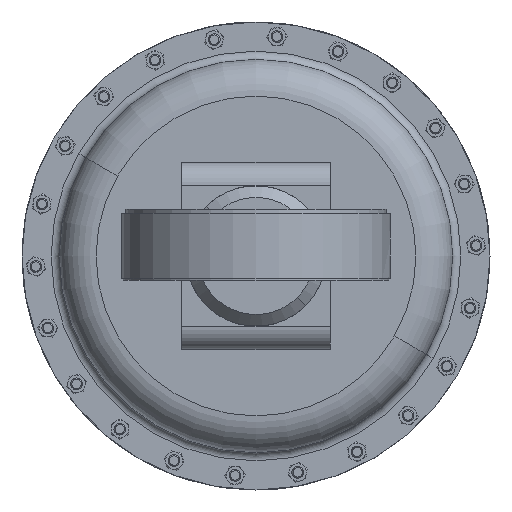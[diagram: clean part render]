
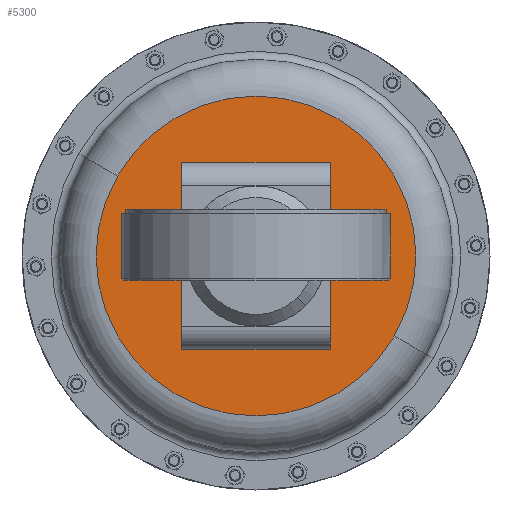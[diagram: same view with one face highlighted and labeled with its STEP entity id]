
A CAD part, front view. The second image highlights one B-rep face of the part: STEP entity #5300.
In plain terms, the highlighted planar face has unit normal (0, -1, 0).
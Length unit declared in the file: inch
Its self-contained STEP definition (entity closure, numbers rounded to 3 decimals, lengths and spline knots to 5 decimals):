
#182 = ORIENTED_EDGE ( 'NONE', *, *, #9783, .F. ) ;
#202 = CARTESIAN_POINT ( 'NONE',  ( 5.79713, 19.56681, 11.23841 ) ) ;
#1437 = EDGE_LOOP ( 'NONE', ( #25990, #5529 ) ) ;
#2306 = EDGE_CURVE ( 'NONE', #33077, #16600, #14237, .T. ) ;
#2403 = AXIS2_PLACEMENT_3D ( 'NONE', #15209, #7197, #26300 ) ;
#2947 = DIRECTION ( 'NONE',  ( 0.866, 0., -0.5 ) ) ;
#4646 = FACE_BOUND ( 'NONE', #1437, .T. ) ;
#5300 = ADVANCED_FACE ( 'NONE', ( #26429, #4646 ), #28927, .T. ) ;
#5529 = ORIENTED_EDGE ( 'NONE', *, *, #2306, .T. ) ;
#5960 = DIRECTION ( 'NONE',  ( 0., 1., 0. ) ) ;
#6491 = EDGE_LOOP ( 'NONE', ( #182, #20544 ) ) ;
#6725 = CARTESIAN_POINT ( 'NONE',  ( 5.79713, 19.56681, 13.61341 ) ) ;
#7197 = DIRECTION ( 'NONE',  ( 0., -1., 0. ) ) ;
#7918 = CARTESIAN_POINT ( 'NONE',  ( 10.23551, 19.56681, 8.67591 ) ) ;
#8425 = DIRECTION ( 'NONE',  ( 0., 1., 0. ) ) ;
#9403 = DIRECTION ( 'NONE',  ( 0., 1., 0. ) ) ;
#9783 = EDGE_CURVE ( 'NONE', #12009, #13123, #34502, .T. ) ;
#10201 = EDGE_CURVE ( 'NONE', #16600, #33077, #13141, .T. ) ;
#11215 = AXIS2_PLACEMENT_3D ( 'NONE', #22308, #5960, #25048 ) ;
#12009 = VERTEX_POINT ( 'NONE', #7918 ) ;
#13123 = VERTEX_POINT ( 'NONE', #19727 ) ;
#13141 = CIRCLE ( 'NONE', #23307, 2.375 ) ;
#14237 = CIRCLE ( 'NONE', #25876, 2.375 ) ;
#15209 = CARTESIAN_POINT ( 'NONE',  ( 3.23463, 19.56681, 6.80003 ) ) ;
#16600 = VERTEX_POINT ( 'NONE', #17842 ) ;
#17842 = CARTESIAN_POINT ( 'NONE',  ( 5.79713, 19.56681, 8.86341 ) ) ;
#18993 = CIRCLE ( 'NONE', #27087, 5.125 ) ;
#19302 = DIRECTION ( 'NONE',  ( 0., 1., 0. ) ) ;
#19727 = CARTESIAN_POINT ( 'NONE',  ( 1.35875, 19.56681, 13.80091 ) ) ;
#20544 = ORIENTED_EDGE ( 'NONE', *, *, #29605, .F. ) ;
#22308 = CARTESIAN_POINT ( 'NONE',  ( 5.79713, 19.56681, 11.23841 ) ) ;
#23307 = AXIS2_PLACEMENT_3D ( 'NONE', #24750, #8425, #27514 ) ;
#24750 = CARTESIAN_POINT ( 'NONE',  ( 5.79713, 19.56681, 11.23841 ) ) ;
#25048 = DIRECTION ( 'NONE',  ( 0.866, 0., -0.5 ) ) ;
#25744 = CARTESIAN_POINT ( 'NONE',  ( 5.79713, 19.56681, 11.23841 ) ) ;
#25876 = AXIS2_PLACEMENT_3D ( 'NONE', #25744, #9403, #28484 ) ;
#25990 = ORIENTED_EDGE ( 'NONE', *, *, #10201, .T. ) ;
#26300 = DIRECTION ( 'NONE',  ( -0.866, 0., 0.5 ) ) ;
#26429 = FACE_OUTER_BOUND ( 'NONE', #6491, .T. ) ;
#27087 = AXIS2_PLACEMENT_3D ( 'NONE', #202, #19302, #2947 ) ;
#27514 = DIRECTION ( 'NONE',  ( 0., 0., 1. ) ) ;
#28484 = DIRECTION ( 'NONE',  ( 0., 0., 1. ) ) ;
#28927 = PLANE ( 'NONE',  #2403 ) ;
#29605 = EDGE_CURVE ( 'NONE', #13123, #12009, #18993, .T. ) ;
#33077 = VERTEX_POINT ( 'NONE', #6725 ) ;
#34502 = CIRCLE ( 'NONE', #11215, 5.125 ) ;
